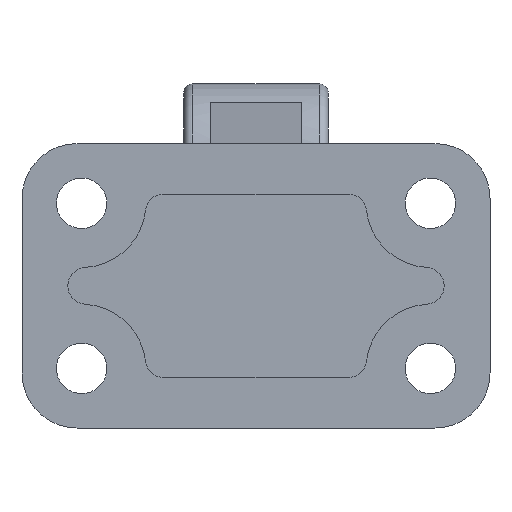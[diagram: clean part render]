
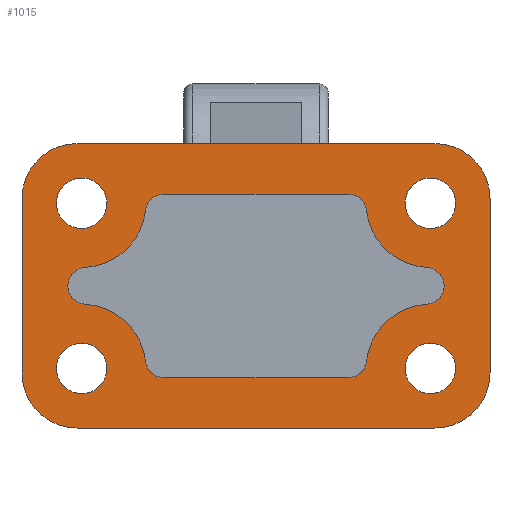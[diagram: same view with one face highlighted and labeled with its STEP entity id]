
A CAD part, front view. The second image highlights one B-rep face of the part: STEP entity #1015.
In plain terms, the highlighted planar face has unit normal (0, -1, 0).
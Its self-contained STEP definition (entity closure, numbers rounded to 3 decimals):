
#72=LINE('',#1597,#151);
#76=LINE('',#1607,#155);
#80=LINE('',#1616,#159);
#83=LINE('',#1624,#162);
#85=LINE('',#1645,#164);
#86=LINE('',#1653,#165);
#87=LINE('',#1661,#166);
#88=LINE('',#1669,#167);
#151=VECTOR('',#1253,1000.);
#155=VECTOR('',#1263,1000.);
#159=VECTOR('',#1273,1000.);
#162=VECTOR('',#1282,1000.);
#164=VECTOR('',#1308,1000.);
#165=VECTOR('',#1315,1000.);
#166=VECTOR('',#1322,1000.);
#167=VECTOR('',#1329,1000.);
#288=ORIENTED_EDGE('',*,*,#559,.T.);
#289=ORIENTED_EDGE('',*,*,#560,.T.);
#290=ORIENTED_EDGE('',*,*,#561,.T.);
#291=ORIENTED_EDGE('',*,*,#562,.F.);
#292=ORIENTED_EDGE('',*,*,#563,.T.);
#293=ORIENTED_EDGE('',*,*,#564,.T.);
#294=ORIENTED_EDGE('',*,*,#565,.T.);
#295=ORIENTED_EDGE('',*,*,#566,.F.);
#296=ORIENTED_EDGE('',*,*,#567,.T.);
#297=ORIENTED_EDGE('',*,*,#568,.T.);
#298=ORIENTED_EDGE('',*,*,#569,.T.);
#299=ORIENTED_EDGE('',*,*,#570,.F.);
#300=ORIENTED_EDGE('',*,*,#571,.T.);
#301=ORIENTED_EDGE('',*,*,#572,.T.);
#302=ORIENTED_EDGE('',*,*,#573,.T.);
#303=ORIENTED_EDGE('',*,*,#574,.F.);
#304=ORIENTED_EDGE('',*,*,#557,.T.);
#305=ORIENTED_EDGE('',*,*,#556,.T.);
#306=ORIENTED_EDGE('',*,*,#555,.T.);
#307=ORIENTED_EDGE('',*,*,#554,.T.);
#308=ORIENTED_EDGE('',*,*,#538,.F.);
#309=ORIENTED_EDGE('',*,*,#558,.F.);
#310=ORIENTED_EDGE('',*,*,#552,.F.);
#311=ORIENTED_EDGE('',*,*,#550,.F.);
#312=ORIENTED_EDGE('',*,*,#548,.F.);
#313=ORIENTED_EDGE('',*,*,#546,.F.);
#314=ORIENTED_EDGE('',*,*,#543,.F.);
#315=ORIENTED_EDGE('',*,*,#541,.F.);
#538=EDGE_CURVE('',#683,#684,#72,.T.);
#541=EDGE_CURVE('',#684,#685,#767,.T.);
#543=EDGE_CURVE('',#685,#686,#76,.T.);
#546=EDGE_CURVE('',#686,#687,#768,.T.);
#548=EDGE_CURVE('',#687,#688,#80,.T.);
#550=EDGE_CURVE('',#688,#689,#769,.T.);
#552=EDGE_CURVE('',#689,#690,#83,.T.);
#554=EDGE_CURVE('',#691,#691,#770,.T.);
#555=EDGE_CURVE('',#692,#692,#771,.T.);
#556=EDGE_CURVE('',#693,#693,#772,.T.);
#557=EDGE_CURVE('',#694,#694,#773,.T.);
#558=EDGE_CURVE('',#690,#683,#774,.T.);
#559=EDGE_CURVE('',#695,#696,#775,.T.);
#560=EDGE_CURVE('',#696,#697,#85,.T.);
#561=EDGE_CURVE('',#697,#698,#776,.T.);
#562=EDGE_CURVE('',#699,#698,#777,.T.);
#563=EDGE_CURVE('',#699,#700,#778,.T.);
#564=EDGE_CURVE('',#700,#701,#86,.T.);
#565=EDGE_CURVE('',#701,#702,#779,.T.);
#566=EDGE_CURVE('',#703,#702,#780,.T.);
#567=EDGE_CURVE('',#703,#704,#781,.T.);
#568=EDGE_CURVE('',#704,#705,#87,.T.);
#569=EDGE_CURVE('',#705,#706,#782,.T.);
#570=EDGE_CURVE('',#707,#706,#783,.T.);
#571=EDGE_CURVE('',#707,#708,#784,.T.);
#572=EDGE_CURVE('',#708,#709,#88,.T.);
#573=EDGE_CURVE('',#709,#710,#785,.T.);
#574=EDGE_CURVE('',#695,#710,#786,.T.);
#683=VERTEX_POINT('',#1598);
#684=VERTEX_POINT('',#1599);
#685=VERTEX_POINT('',#1604);
#686=VERTEX_POINT('',#1608);
#687=VERTEX_POINT('',#1613);
#688=VERTEX_POINT('',#1617);
#689=VERTEX_POINT('',#1621);
#690=VERTEX_POINT('',#1625);
#691=VERTEX_POINT('',#1629);
#692=VERTEX_POINT('',#1632);
#693=VERTEX_POINT('',#1635);
#694=VERTEX_POINT('',#1638);
#695=VERTEX_POINT('',#1643);
#696=VERTEX_POINT('',#1644);
#697=VERTEX_POINT('',#1646);
#698=VERTEX_POINT('',#1648);
#699=VERTEX_POINT('',#1650);
#700=VERTEX_POINT('',#1652);
#701=VERTEX_POINT('',#1654);
#702=VERTEX_POINT('',#1656);
#703=VERTEX_POINT('',#1658);
#704=VERTEX_POINT('',#1660);
#705=VERTEX_POINT('',#1662);
#706=VERTEX_POINT('',#1664);
#707=VERTEX_POINT('',#1666);
#708=VERTEX_POINT('',#1668);
#709=VERTEX_POINT('',#1670);
#710=VERTEX_POINT('',#1672);
#767=CIRCLE('',#1089,6.);
#768=CIRCLE('',#1092,6.);
#769=CIRCLE('',#1095,6.);
#770=CIRCLE('',#1098,2.75);
#771=CIRCLE('',#1100,2.75);
#772=CIRCLE('',#1102,2.75);
#773=CIRCLE('',#1104,2.75);
#774=CIRCLE('',#1106,6.);
#775=CIRCLE('',#1108,2.);
#776=CIRCLE('',#1109,2.);
#777=CIRCLE('',#1110,7.);
#778=CIRCLE('',#1111,2.);
#779=CIRCLE('',#1112,2.);
#780=CIRCLE('',#1113,7.);
#781=CIRCLE('',#1114,2.);
#782=CIRCLE('',#1115,2.);
#783=CIRCLE('',#1116,7.);
#784=CIRCLE('',#1117,2.);
#785=CIRCLE('',#1118,2.);
#786=CIRCLE('',#1119,7.);
#844=EDGE_LOOP('',(#288,#289,#290,#291,#292,#293,#294,#295,#296,#297,#298,
#299,#300,#301,#302,#303));
#845=EDGE_LOOP('',(#304));
#846=EDGE_LOOP('',(#305));
#847=EDGE_LOOP('',(#306));
#848=EDGE_LOOP('',(#307));
#849=EDGE_LOOP('',(#308,#309,#310,#311,#312,#313,#314,#315));
#921=FACE_BOUND('',#844,.T.);
#922=FACE_BOUND('',#845,.T.);
#923=FACE_BOUND('',#846,.T.);
#924=FACE_BOUND('',#847,.T.);
#925=FACE_BOUND('',#848,.T.);
#926=FACE_BOUND('',#849,.T.);
#982=PLANE('',#1107);
#1015=ADVANCED_FACE('',(#921,#922,#923,#924,#925,#926),#982,.F.);
#1089=AXIS2_PLACEMENT_3D('',#1603,#1258,#1259);
#1092=AXIS2_PLACEMENT_3D('',#1612,#1268,#1269);
#1095=AXIS2_PLACEMENT_3D('',#1620,#1277,#1278);
#1098=AXIS2_PLACEMENT_3D('',#1628,#1286,#1287);
#1100=AXIS2_PLACEMENT_3D('',#1631,#1290,#1291);
#1102=AXIS2_PLACEMENT_3D('',#1634,#1294,#1295);
#1104=AXIS2_PLACEMENT_3D('',#1637,#1298,#1299);
#1106=AXIS2_PLACEMENT_3D('',#1640,#1302,#1303);
#1107=AXIS2_PLACEMENT_3D('',#1641,#1304,#1305);
#1108=AXIS2_PLACEMENT_3D('',#1642,#1306,#1307);
#1109=AXIS2_PLACEMENT_3D('',#1647,#1309,#1310);
#1110=AXIS2_PLACEMENT_3D('',#1649,#1311,#1312);
#1111=AXIS2_PLACEMENT_3D('',#1651,#1313,#1314);
#1112=AXIS2_PLACEMENT_3D('',#1655,#1316,#1317);
#1113=AXIS2_PLACEMENT_3D('',#1657,#1318,#1319);
#1114=AXIS2_PLACEMENT_3D('',#1659,#1320,#1321);
#1115=AXIS2_PLACEMENT_3D('',#1663,#1323,#1324);
#1116=AXIS2_PLACEMENT_3D('',#1665,#1325,#1326);
#1117=AXIS2_PLACEMENT_3D('',#1667,#1327,#1328);
#1118=AXIS2_PLACEMENT_3D('',#1671,#1330,#1331);
#1119=AXIS2_PLACEMENT_3D('',#1673,#1332,#1333);
#1253=DIRECTION('',(0.,0.,1.));
#1258=DIRECTION('',(0.,1.,0.));
#1259=DIRECTION('',(1.,0.,0.));
#1263=DIRECTION('',(1.,0.,0.));
#1268=DIRECTION('',(0.,1.,0.));
#1269=DIRECTION('',(1.,0.,0.));
#1273=DIRECTION('',(0.,0.,-1.));
#1277=DIRECTION('',(0.,1.,0.));
#1278=DIRECTION('',(1.,0.,0.));
#1282=DIRECTION('',(-1.,0.,0.));
#1286=DIRECTION('',(0.,1.,0.));
#1287=DIRECTION('',(1.,0.,0.));
#1290=DIRECTION('',(0.,1.,0.));
#1291=DIRECTION('',(1.,0.,0.));
#1294=DIRECTION('',(0.,1.,0.));
#1295=DIRECTION('',(1.,0.,0.));
#1298=DIRECTION('',(0.,1.,0.));
#1299=DIRECTION('',(1.,0.,0.));
#1302=DIRECTION('',(0.,1.,0.));
#1303=DIRECTION('',(1.,0.,0.));
#1304=DIRECTION('',(0.,1.,0.));
#1305=DIRECTION('',(0.,0.,1.));
#1306=DIRECTION('',(0.,1.,0.));
#1307=DIRECTION('',(1.,0.,0.));
#1308=DIRECTION('',(0.,0.,1.));
#1309=DIRECTION('',(0.,1.,0.));
#1310=DIRECTION('',(1.,0.,0.));
#1311=DIRECTION('',(0.,1.,0.));
#1312=DIRECTION('',(1.,0.,0.));
#1313=DIRECTION('',(0.,1.,0.));
#1314=DIRECTION('',(1.,0.,0.));
#1315=DIRECTION('',(1.,0.,0.));
#1316=DIRECTION('',(0.,1.,0.));
#1317=DIRECTION('',(1.,0.,0.));
#1318=DIRECTION('',(0.,1.,0.));
#1319=DIRECTION('',(1.,0.,0.));
#1320=DIRECTION('',(0.,1.,0.));
#1321=DIRECTION('',(1.,0.,0.));
#1322=DIRECTION('',(0.,0.,-1.));
#1323=DIRECTION('',(0.,1.,0.));
#1324=DIRECTION('',(1.,0.,0.));
#1325=DIRECTION('',(0.,1.,0.));
#1326=DIRECTION('',(1.,0.,0.));
#1327=DIRECTION('',(0.,1.,0.));
#1328=DIRECTION('',(1.,0.,0.));
#1329=DIRECTION('',(-1.,0.,0.));
#1330=DIRECTION('',(0.,1.,0.));
#1331=DIRECTION('',(1.,0.,0.));
#1332=DIRECTION('',(0.,1.,0.));
#1333=DIRECTION('',(1.,0.,0.));
#1597=CARTESIAN_POINT('',(-25.5,0.,-9.5));
#1598=CARTESIAN_POINT('',(-25.5,0.,-9.5));
#1599=CARTESIAN_POINT('',(-25.5,0.,9.5));
#1603=CARTESIAN_POINT('',(-19.5,0.,9.5));
#1604=CARTESIAN_POINT('',(-19.5,0.,15.5));
#1607=CARTESIAN_POINT('',(-19.5,0.,15.5));
#1608=CARTESIAN_POINT('',(19.5,0.,15.5));
#1612=CARTESIAN_POINT('',(19.5,0.,9.5));
#1613=CARTESIAN_POINT('',(25.5,0.,9.5));
#1616=CARTESIAN_POINT('',(25.5,0.,9.5));
#1617=CARTESIAN_POINT('',(25.5,0.,-9.5));
#1620=CARTESIAN_POINT('',(19.5,0.,-9.5));
#1621=CARTESIAN_POINT('',(19.5,0.,-15.5));
#1624=CARTESIAN_POINT('',(19.5,0.,-15.5));
#1625=CARTESIAN_POINT('',(-19.5,0.,-15.5));
#1628=CARTESIAN_POINT('',(19.,0.,-9.));
#1629=CARTESIAN_POINT('',(21.75,0.,-9.));
#1631=CARTESIAN_POINT('',(19.,0.,9.));
#1632=CARTESIAN_POINT('',(21.75,0.,9.));
#1634=CARTESIAN_POINT('',(-19.,0.,-9.));
#1635=CARTESIAN_POINT('',(-16.25,0.,-9.));
#1637=CARTESIAN_POINT('',(-19.,0.,9.));
#1638=CARTESIAN_POINT('',(-16.25,0.,9.));
#1640=CARTESIAN_POINT('',(-19.5,0.,-9.5));
#1641=CARTESIAN_POINT('',(-19.5,0.,9.5));
#1642=CARTESIAN_POINT('',(-18.5,0.,-0.014));
#1643=CARTESIAN_POINT('',(-18.611,0.,-2.011));
#1644=CARTESIAN_POINT('',(-20.5,0.,-0.014));
#1645=CARTESIAN_POINT('',(-20.5,0.,-0.014));
#1646=CARTESIAN_POINT('',(-20.5,0.,0.014));
#1647=CARTESIAN_POINT('',(-18.5,0.,0.014));
#1648=CARTESIAN_POINT('',(-18.611,0.,2.011));
#1649=CARTESIAN_POINT('',(-19.,0.,9.));
#1650=CARTESIAN_POINT('',(-12.043,0.,8.222));
#1651=CARTESIAN_POINT('',(-10.056,0.,8.));
#1652=CARTESIAN_POINT('',(-10.056,0.,10.));
#1653=CARTESIAN_POINT('',(-10.056,0.,10.));
#1654=CARTESIAN_POINT('',(10.056,0.,10.));
#1655=CARTESIAN_POINT('',(10.056,0.,8.));
#1656=CARTESIAN_POINT('',(12.043,0.,8.222));
#1657=CARTESIAN_POINT('',(19.,0.,9.));
#1658=CARTESIAN_POINT('',(18.611,0.,2.011));
#1659=CARTESIAN_POINT('',(18.5,0.,0.014));
#1660=CARTESIAN_POINT('',(20.5,0.,0.014));
#1661=CARTESIAN_POINT('',(20.5,0.,0.014));
#1662=CARTESIAN_POINT('',(20.5,0.,-0.014));
#1663=CARTESIAN_POINT('',(18.5,0.,-0.014));
#1664=CARTESIAN_POINT('',(18.611,0.,-2.011));
#1665=CARTESIAN_POINT('',(19.,0.,-9.));
#1666=CARTESIAN_POINT('',(12.043,0.,-8.222));
#1667=CARTESIAN_POINT('',(10.056,0.,-8.));
#1668=CARTESIAN_POINT('',(10.056,0.,-10.));
#1669=CARTESIAN_POINT('',(10.056,0.,-10.));
#1670=CARTESIAN_POINT('',(-10.056,0.,-10.));
#1671=CARTESIAN_POINT('',(-10.056,0.,-8.));
#1672=CARTESIAN_POINT('',(-12.043,0.,-8.222));
#1673=CARTESIAN_POINT('',(-19.,0.,-9.));
